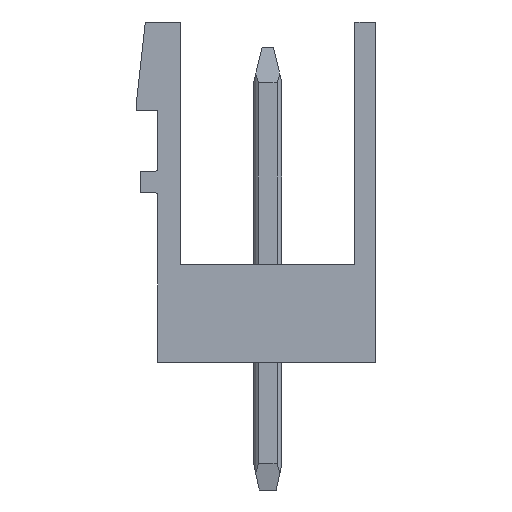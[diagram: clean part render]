
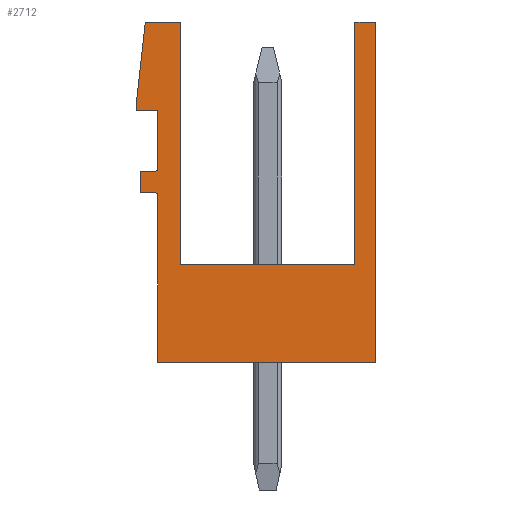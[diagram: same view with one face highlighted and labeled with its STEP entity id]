
A CAD part, left-side view. The second image highlights one B-rep face of the part: STEP entity #2712.
In plain terms, the highlighted planar face has unit normal (-1, 0, 0).
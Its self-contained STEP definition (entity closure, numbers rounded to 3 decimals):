
#2597=AXIS2_PLACEMENT_3D('Plane Axis2P3D',#2594,#2595,#2596) ;
#2655=AXIS2_PLACEMENT_3D('Circle Axis2P3D',#2653,#2654,$) ;
#2683=AXIS2_PLACEMENT_3D('Circle Axis2P3D',#2681,#2682,$) ;
#129=CARTESIAN_POINT('Vertex',(0.,6.86,7.95)) ;
#132=CARTESIAN_POINT('Line Origine',(0.,3.795,7.95)) ;
#136=CARTESIAN_POINT('Vertex',(0.,0.73,7.95)) ;
#1296=CARTESIAN_POINT('Vertex',(0.,0.,4.5)) ;
#1299=CARTESIAN_POINT('Line Origine',(0.,3.84,4.5)) ;
#1303=CARTESIAN_POINT('Vertex',(0.,7.68,4.5)) ;
#2578=CARTESIAN_POINT('Vertex',(0.,6.86,16.5)) ;
#2581=CARTESIAN_POINT('Line Origine',(0.,6.86,12.225)) ;
#2594=CARTESIAN_POINT('Axis2P3D Location',(0.,0.,1.3)) ;
#2599=CARTESIAN_POINT('Line Origine',(0.,0.,10.5)) ;
#2603=CARTESIAN_POINT('Vertex',(0.,0.,16.5)) ;
#2606=CARTESIAN_POINT('Line Origine',(0.,0.365,16.5)) ;
#2610=CARTESIAN_POINT('Vertex',(0.,0.73,16.5)) ;
#2613=CARTESIAN_POINT('Line Origine',(0.,0.73,12.225)) ;
#2618=CARTESIAN_POINT('Line Origine',(0.,7.49,16.5)) ;
#2622=CARTESIAN_POINT('Vertex',(0.,8.12,16.5)) ;
#2625=CARTESIAN_POINT('Line Origine',(0.,8.275,15.1)) ;
#2629=CARTESIAN_POINT('Vertex',(0.,8.43,13.7)) ;
#2632=CARTESIAN_POINT('Line Origine',(0.,8.43,13.54)) ;
#2636=CARTESIAN_POINT('Vertex',(0.,8.43,13.38)) ;
#2639=CARTESIAN_POINT('Line Origine',(0.,8.055,13.38)) ;
#2643=CARTESIAN_POINT('Vertex',(0.,7.68,13.38)) ;
#2646=CARTESIAN_POINT('Line Origine',(0.,7.68,12.355)) ;
#2650=CARTESIAN_POINT('Vertex',(0.,7.68,11.33)) ;
#2653=CARTESIAN_POINT('Axis2P3D Location',(0.,7.78,11.33)) ;
#2657=CARTESIAN_POINT('Vertex',(0.,7.78,11.23)) ;
#2660=CARTESIAN_POINT('Line Origine',(0.,8.04,11.23)) ;
#2664=CARTESIAN_POINT('Vertex',(0.,8.3,11.23)) ;
#2667=CARTESIAN_POINT('Line Origine',(0.,8.3,10.855)) ;
#2671=CARTESIAN_POINT('Vertex',(0.,8.3,10.48)) ;
#2674=CARTESIAN_POINT('Line Origine',(0.,8.04,10.48)) ;
#2678=CARTESIAN_POINT('Vertex',(0.,7.78,10.48)) ;
#2681=CARTESIAN_POINT('Axis2P3D Location',(0.,7.78,10.38)) ;
#2685=CARTESIAN_POINT('Vertex',(0.,7.68,10.38)) ;
#2688=CARTESIAN_POINT('Line Origine',(0.,7.68,7.44)) ;
#133=DIRECTION('Vector Direction',(0.,-1.,0.)) ;
#1300=DIRECTION('Vector Direction',(0.,1.,0.)) ;
#2582=DIRECTION('Vector Direction',(0.,0.,1.)) ;
#2595=DIRECTION('Axis2P3D Direction',(-1.,0.,0.)) ;
#2596=DIRECTION('Axis2P3D XDirection',(0.,0.,1.)) ;
#2600=DIRECTION('Vector Direction',(0.,0.,1.)) ;
#2607=DIRECTION('Vector Direction',(0.,1.,0.)) ;
#2614=DIRECTION('Vector Direction',(0.,0.,-1.)) ;
#2619=DIRECTION('Vector Direction',(0.,-1.,0.)) ;
#2626=DIRECTION('Vector Direction',(0.,0.11,-0.994)) ;
#2633=DIRECTION('Vector Direction',(0.,0.,-1.)) ;
#2640=DIRECTION('Vector Direction',(0.,-1.,0.)) ;
#2647=DIRECTION('Vector Direction',(0.,0.,-1.)) ;
#2654=DIRECTION('Axis2P3D Direction',(-1.,0.,0.)) ;
#2661=DIRECTION('Vector Direction',(0.,1.,0.)) ;
#2668=DIRECTION('Vector Direction',(0.,0.,-1.)) ;
#2675=DIRECTION('Vector Direction',(0.,-1.,0.)) ;
#2682=DIRECTION('Axis2P3D Direction',(-1.,0.,0.)) ;
#2689=DIRECTION('Vector Direction',(0.,0.,1.)) ;
#134=VECTOR('Line Direction',#133,1.) ;
#1301=VECTOR('Line Direction',#1300,1.) ;
#2583=VECTOR('Line Direction',#2582,1.) ;
#2601=VECTOR('Line Direction',#2600,1.) ;
#2608=VECTOR('Line Direction',#2607,1.) ;
#2615=VECTOR('Line Direction',#2614,1.) ;
#2620=VECTOR('Line Direction',#2619,1.) ;
#2627=VECTOR('Line Direction',#2626,1.) ;
#2634=VECTOR('Line Direction',#2633,1.) ;
#2641=VECTOR('Line Direction',#2640,1.) ;
#2648=VECTOR('Line Direction',#2647,1.) ;
#2662=VECTOR('Line Direction',#2661,1.) ;
#2669=VECTOR('Line Direction',#2668,1.) ;
#2676=VECTOR('Line Direction',#2675,1.) ;
#2690=VECTOR('Line Direction',#2689,1.) ;
#2694=ORIENTED_EDGE('',*,*,#1305,.T.) ;
#2695=ORIENTED_EDGE('',*,*,#2605,.T.) ;
#2696=ORIENTED_EDGE('',*,*,#2612,.T.) ;
#2697=ORIENTED_EDGE('',*,*,#2617,.T.) ;
#2698=ORIENTED_EDGE('',*,*,#138,.T.) ;
#2699=ORIENTED_EDGE('',*,*,#2585,.T.) ;
#2700=ORIENTED_EDGE('',*,*,#2624,.T.) ;
#2701=ORIENTED_EDGE('',*,*,#2631,.T.) ;
#2702=ORIENTED_EDGE('',*,*,#2638,.T.) ;
#2703=ORIENTED_EDGE('',*,*,#2645,.T.) ;
#2704=ORIENTED_EDGE('',*,*,#2652,.T.) ;
#2705=ORIENTED_EDGE('',*,*,#2659,.T.) ;
#2706=ORIENTED_EDGE('',*,*,#2666,.T.) ;
#2707=ORIENTED_EDGE('',*,*,#2673,.T.) ;
#2708=ORIENTED_EDGE('',*,*,#2680,.T.) ;
#2709=ORIENTED_EDGE('',*,*,#2687,.T.) ;
#2710=ORIENTED_EDGE('',*,*,#2692,.T.) ;
#2712=ADVANCED_FACE('Housing',(#2711),#2598,.T.) ;
#2656=CIRCLE('generated circle',#2655,0.1) ;
#2684=CIRCLE('generated circle',#2683,0.1) ;
#138=EDGE_CURVE('',#137,#130,#135,.F.) ;
#1305=EDGE_CURVE('',#1304,#1297,#1302,.F.) ;
#2585=EDGE_CURVE('',#130,#2579,#2584,.T.) ;
#2605=EDGE_CURVE('',#1297,#2604,#2602,.T.) ;
#2612=EDGE_CURVE('',#2604,#2611,#2609,.T.) ;
#2617=EDGE_CURVE('',#2611,#137,#2616,.T.) ;
#2624=EDGE_CURVE('',#2579,#2623,#2621,.F.) ;
#2631=EDGE_CURVE('',#2623,#2630,#2628,.T.) ;
#2638=EDGE_CURVE('',#2630,#2637,#2635,.T.) ;
#2645=EDGE_CURVE('',#2637,#2644,#2642,.T.) ;
#2652=EDGE_CURVE('',#2644,#2651,#2649,.T.) ;
#2659=EDGE_CURVE('',#2651,#2658,#2656,.F.) ;
#2666=EDGE_CURVE('',#2658,#2665,#2663,.T.) ;
#2673=EDGE_CURVE('',#2665,#2672,#2670,.T.) ;
#2680=EDGE_CURVE('',#2672,#2679,#2677,.T.) ;
#2687=EDGE_CURVE('',#2679,#2686,#2684,.F.) ;
#2692=EDGE_CURVE('',#2686,#1304,#2691,.F.) ;
#2693=EDGE_LOOP('',(#2694,#2695,#2696,#2697,#2698,#2699,#2700,#2701,#2702,#2703,#2704,#2705,#2706,#2707,#2708,#2709,#2710)) ;
#2711=FACE_OUTER_BOUND('',#2693,.T.) ;
#135=LINE('Line',#132,#134) ;
#1302=LINE('Line',#1299,#1301) ;
#2584=LINE('Line',#2581,#2583) ;
#2602=LINE('Line',#2599,#2601) ;
#2609=LINE('Line',#2606,#2608) ;
#2616=LINE('Line',#2613,#2615) ;
#2621=LINE('Line',#2618,#2620) ;
#2628=LINE('Line',#2625,#2627) ;
#2635=LINE('Line',#2632,#2634) ;
#2642=LINE('Line',#2639,#2641) ;
#2649=LINE('Line',#2646,#2648) ;
#2663=LINE('Line',#2660,#2662) ;
#2670=LINE('Line',#2667,#2669) ;
#2677=LINE('Line',#2674,#2676) ;
#2691=LINE('Line',#2688,#2690) ;
#2598=PLANE('',#2597) ;
#130=VERTEX_POINT('',#129) ;
#137=VERTEX_POINT('',#136) ;
#1297=VERTEX_POINT('',#1296) ;
#1304=VERTEX_POINT('',#1303) ;
#2579=VERTEX_POINT('',#2578) ;
#2604=VERTEX_POINT('',#2603) ;
#2611=VERTEX_POINT('',#2610) ;
#2623=VERTEX_POINT('',#2622) ;
#2630=VERTEX_POINT('',#2629) ;
#2637=VERTEX_POINT('',#2636) ;
#2644=VERTEX_POINT('',#2643) ;
#2651=VERTEX_POINT('',#2650) ;
#2658=VERTEX_POINT('',#2657) ;
#2665=VERTEX_POINT('',#2664) ;
#2672=VERTEX_POINT('',#2671) ;
#2679=VERTEX_POINT('',#2678) ;
#2686=VERTEX_POINT('',#2685) ;
